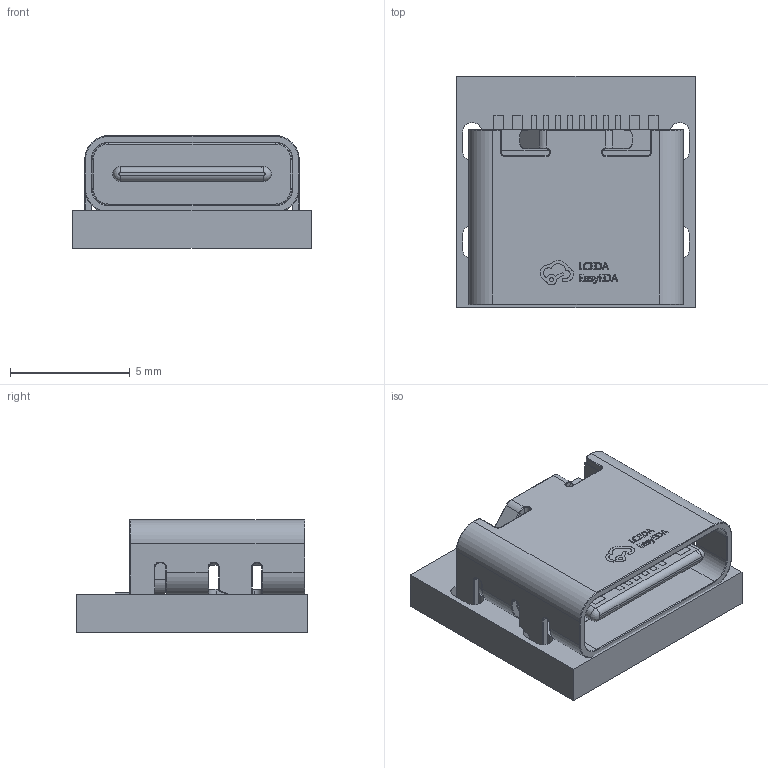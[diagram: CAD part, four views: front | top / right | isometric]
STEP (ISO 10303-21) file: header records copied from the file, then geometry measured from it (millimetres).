
FILE_DESCRIPTION(('Designed by EasyEDA Pro'),'2;1');
FILE_NAME('Open CASCADE Shape Model','2023-04-23T00:48:33',('Author'),( 'Open CASCADE'),'Open CASCADE STEP processor 7.6','Open CASCADE 7.6' ,'Unknown');
FILE_SCHEMA(('AUTOMOTIVE_DESIGN { 1 0 10303 214 1 1 1 1 }'));
Length unit declared in the file: millimetre
Products named in the file (5): PCBModel; COMPOUND; USBC1; USB-C_SMD-TYPE-C-31-M-12
Assembly tree (4 placements, depth 4):
  PCBModel
    COMPOUND
    USBC1
      USB-C_SMD-TYPE-C-31-M-12
        COMPOUND
Bounding box: 9.93 x 9.64 x 4.7 mm (x, y, z)
Volume: 271.4 mm3; surface area: 661 mm2
Topology: 15 solids, 15 shells, 843 faces, 2102 edges, 1310 vertices
Faces by surface type: plane 416, cylinder 189, torus 116, bspline 116, revolution 6
Full cylindrical faces by diameter (mm): 0.75 x2
Entity records: 34003 total; most frequent: CARTESIAN_POINT 6472, ORIENTED_EDGE 4200, DIRECTION 3852, EDGE_CURVE 2100, LINE 1334, VECTOR 1334, VERTEX_POINT 1310, AXIS2_PLACEMENT_3D 1256
